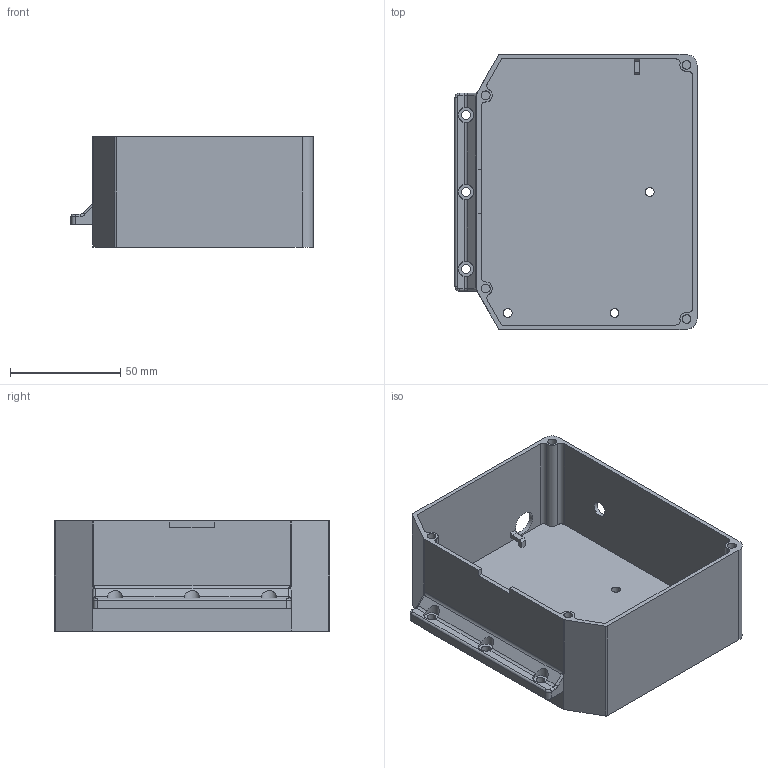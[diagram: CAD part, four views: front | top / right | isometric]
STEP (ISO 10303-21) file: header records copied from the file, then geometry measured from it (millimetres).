
FILE_DESCRIPTION(/* description */ (''),/* implementation_level */ '2;1');
FILE_NAME(/* name */ 'BP_EBox.stp',/* time_stamp */ '2023-04-16T23:23:53-04:00',/* author */ (''),/* organization */ (''),/* preprocessor_version */ 'ST-DEVELOPER v18.102',/* originating_system */ 'SIEMENS PLM Software NX2206.6002',/* authorisation */ '');
FILE_SCHEMA (('AUTOMOTIVE_DESIGN { 1 0 10303 214 3 1 1 1 }'));
Length unit declared in the file: millimetre
Products named in the file (1): BP_EBox
Bounding box: 110 x 125 x 50 mm (x, y, z)
Volume: 107180.9 mm3; surface area: 69118.3 mm2
Topology: 1 solids, 1 shells, 138 faces, 367 edges, 242 vertices
Faces by surface type: plane 77, cylinder 47, extrusion 8, bspline 4, torus 2
Full cylindrical faces by diameter (mm): 4 x10, 7 x4, 11 x1
Entity records: 4574 total; most frequent: CARTESIAN_POINT 1275, ORIENTED_EDGE 690, DIRECTION 618, EDGE_CURVE 345, VERTEX_POINT 235, AXIS2_PLACEMENT_3D 224, EDGE_LOOP 182, VECTOR 170
